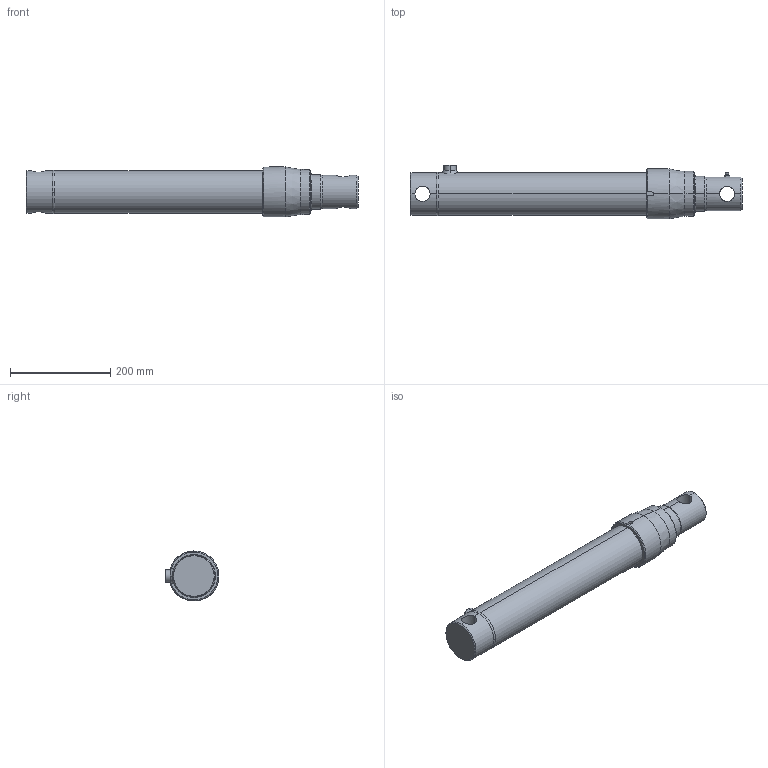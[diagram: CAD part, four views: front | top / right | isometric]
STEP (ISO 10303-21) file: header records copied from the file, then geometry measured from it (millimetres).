
FILE_DESCRIPTION (( 'STEP AP203' ), '1' );
FILE_NAME ('670.4.STEP', '2014-03-26T07:01:45', ( '' ), ( '' ), 'SwSTEP 2.0', 'SolidWorks 2013', '' );
FILE_SCHEMA (( 'CONFIG_CONTROL_DESIGN' ));
Length unit declared in the file: millimetre
Products named in the file (1): 670.4
Bounding box: 664 x 107.72 x 100 mm (x, y, z)
Surface area: 304518.8 mm2 (no closed solid volume)
Topology: 0 solids, 10 shells, 77 faces, 211 edges, 141 vertices
Faces by surface type: cylinder 26, cone 20, plane 19, torus 10, sphere 2
Entity records: 3233 total; most frequent: CARTESIAN_POINT 1186, DIRECTION 449, ORIENTED_EDGE 354, EDGE_CURVE 211, AXIS2_PLACEMENT_3D 184, VERTEX_POINT 141, CIRCLE 106, EDGE_LOOP 88
